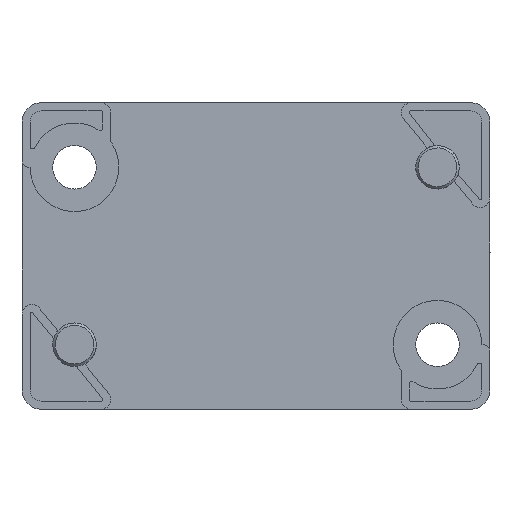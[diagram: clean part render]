
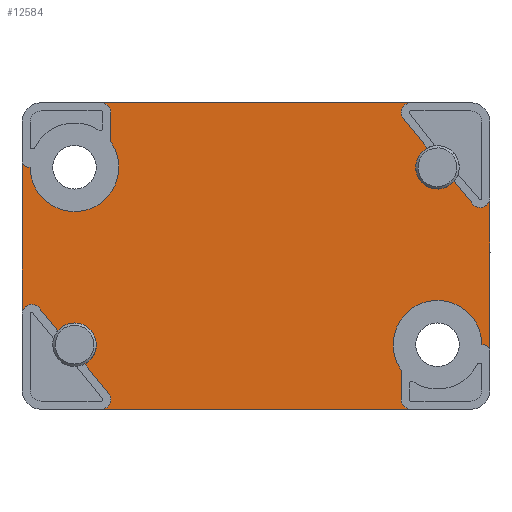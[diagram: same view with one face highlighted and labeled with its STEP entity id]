
A CAD part, front view. The second image highlights one B-rep face of the part: STEP entity #12584.
In plain terms, the highlighted planar face has unit normal (0, -1, 0).
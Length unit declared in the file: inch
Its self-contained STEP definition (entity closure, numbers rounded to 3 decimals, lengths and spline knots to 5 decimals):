
#249=PLANE('',#13467);
#670=LINE('',#17566,#1859);
#687=LINE('',#17715,#1876);
#688=LINE('',#17719,#1877);
#689=LINE('',#17723,#1878);
#690=LINE('',#17727,#1879);
#691=LINE('',#17731,#1880);
#692=LINE('',#17735,#1881);
#693=LINE('',#17740,#1882);
#694=LINE('',#17744,#1883);
#695=LINE('',#17748,#1884);
#696=LINE('',#17752,#1885);
#697=LINE('',#17756,#1886);
#1859=VECTOR('',#14418,0.3937);
#1876=VECTOR('',#14489,0.3937);
#1877=VECTOR('',#14492,0.3937);
#1878=VECTOR('',#14495,0.3937);
#1879=VECTOR('',#14498,0.3937);
#1880=VECTOR('',#14501,0.3937);
#1881=VECTOR('',#14504,0.3937);
#1882=VECTOR('',#14509,0.3937);
#1883=VECTOR('',#14512,0.3937);
#1884=VECTOR('',#14515,0.3937);
#1885=VECTOR('',#14518,0.3937);
#1886=VECTOR('',#14521,0.3937);
#3190=FACE_OUTER_BOUND('',#3924,.T.);
#3924=EDGE_LOOP('',(#8728,#8729,#8730,#8731,#8732,#8733,#8734,#8735,#8736,
#8737,#8738,#8739,#8740,#8741,#8742,#8743,#8744,#8745,#8746,#8747,#8748,
#8749,#8750,#8751));
#5107=CIRCLE('',#13468,0.06);
#5108=CIRCLE('',#13469,0.135);
#5109=CIRCLE('',#13470,0.06);
#5110=CIRCLE('',#13471,0.06);
#5111=CIRCLE('',#13472,0.275);
#5112=CIRCLE('',#13473,0.04);
#5113=CIRCLE('',#13474,0.06);
#5114=CIRCLE('',#13475,0.135);
#5115=CIRCLE('',#13476,0.06);
#5116=CIRCLE('',#13477,0.06);
#5117=CIRCLE('',#13478,0.275);
#5118=CIRCLE('',#13479,0.04);
#5427=VERTEX_POINT('',#17563);
#5428=VERTEX_POINT('',#17565);
#5451=VERTEX_POINT('',#17713);
#5452=VERTEX_POINT('',#17714);
#5453=VERTEX_POINT('',#17716);
#5454=VERTEX_POINT('',#17718);
#5455=VERTEX_POINT('',#17720);
#5456=VERTEX_POINT('',#17722);
#5457=VERTEX_POINT('',#17724);
#5458=VERTEX_POINT('',#17726);
#5459=VERTEX_POINT('',#17728);
#5460=VERTEX_POINT('',#17730);
#5461=VERTEX_POINT('',#17732);
#5462=VERTEX_POINT('',#17734);
#5463=VERTEX_POINT('',#17737);
#5464=VERTEX_POINT('',#17739);
#5465=VERTEX_POINT('',#17741);
#5466=VERTEX_POINT('',#17743);
#5467=VERTEX_POINT('',#17745);
#5468=VERTEX_POINT('',#17747);
#5469=VERTEX_POINT('',#17749);
#5470=VERTEX_POINT('',#17751);
#5471=VERTEX_POINT('',#17753);
#5472=VERTEX_POINT('',#17755);
#6704=EDGE_CURVE('',#5428,#5427,#670,.T.);
#6740=EDGE_CURVE('',#5451,#5452,#687,.T.);
#6741=EDGE_CURVE('',#5452,#5453,#5107,.T.);
#6742=EDGE_CURVE('',#5453,#5454,#688,.T.);
#6743=EDGE_CURVE('',#5454,#5455,#5108,.T.);
#6744=EDGE_CURVE('',#5455,#5456,#689,.T.);
#6745=EDGE_CURVE('',#5456,#5457,#5109,.T.);
#6746=EDGE_CURVE('',#5457,#5458,#690,.T.);
#6747=EDGE_CURVE('',#5458,#5459,#5110,.T.);
#6748=EDGE_CURVE('',#5459,#5460,#691,.T.);
#6749=EDGE_CURVE('',#5460,#5461,#5111,.T.);
#6750=EDGE_CURVE('',#5461,#5462,#692,.T.);
#6751=EDGE_CURVE('',#5462,#5428,#5112,.T.);
#6752=EDGE_CURVE('',#5427,#5463,#5113,.T.);
#6753=EDGE_CURVE('',#5463,#5464,#693,.T.);
#6754=EDGE_CURVE('',#5464,#5465,#5114,.T.);
#6755=EDGE_CURVE('',#5465,#5466,#694,.T.);
#6756=EDGE_CURVE('',#5466,#5467,#5115,.T.);
#6757=EDGE_CURVE('',#5467,#5468,#695,.T.);
#6758=EDGE_CURVE('',#5468,#5469,#5116,.T.);
#6759=EDGE_CURVE('',#5469,#5470,#696,.T.);
#6760=EDGE_CURVE('',#5470,#5471,#5117,.T.);
#6761=EDGE_CURVE('',#5471,#5472,#697,.T.);
#6762=EDGE_CURVE('',#5472,#5451,#5118,.T.);
#8728=ORIENTED_EDGE('',*,*,#6740,.T.);
#8729=ORIENTED_EDGE('',*,*,#6741,.T.);
#8730=ORIENTED_EDGE('',*,*,#6742,.T.);
#8731=ORIENTED_EDGE('',*,*,#6743,.T.);
#8732=ORIENTED_EDGE('',*,*,#6744,.T.);
#8733=ORIENTED_EDGE('',*,*,#6745,.T.);
#8734=ORIENTED_EDGE('',*,*,#6746,.T.);
#8735=ORIENTED_EDGE('',*,*,#6747,.T.);
#8736=ORIENTED_EDGE('',*,*,#6748,.T.);
#8737=ORIENTED_EDGE('',*,*,#6749,.T.);
#8738=ORIENTED_EDGE('',*,*,#6750,.T.);
#8739=ORIENTED_EDGE('',*,*,#6751,.T.);
#8740=ORIENTED_EDGE('',*,*,#6704,.T.);
#8741=ORIENTED_EDGE('',*,*,#6752,.T.);
#8742=ORIENTED_EDGE('',*,*,#6753,.T.);
#8743=ORIENTED_EDGE('',*,*,#6754,.T.);
#8744=ORIENTED_EDGE('',*,*,#6755,.T.);
#8745=ORIENTED_EDGE('',*,*,#6756,.T.);
#8746=ORIENTED_EDGE('',*,*,#6757,.T.);
#8747=ORIENTED_EDGE('',*,*,#6758,.T.);
#8748=ORIENTED_EDGE('',*,*,#6759,.T.);
#8749=ORIENTED_EDGE('',*,*,#6760,.T.);
#8750=ORIENTED_EDGE('',*,*,#6761,.T.);
#8751=ORIENTED_EDGE('',*,*,#6762,.T.);
#12584=ADVANCED_FACE('',(#3190),#249,.T.);
#13467=AXIS2_PLACEMENT_3D('',#17712,#14487,#14488);
#13468=AXIS2_PLACEMENT_3D('',#17717,#14490,#14491);
#13469=AXIS2_PLACEMENT_3D('',#17721,#14493,#14494);
#13470=AXIS2_PLACEMENT_3D('',#17725,#14496,#14497);
#13471=AXIS2_PLACEMENT_3D('',#17729,#14499,#14500);
#13472=AXIS2_PLACEMENT_3D('',#17733,#14502,#14503);
#13473=AXIS2_PLACEMENT_3D('',#17736,#14505,#14506);
#13474=AXIS2_PLACEMENT_3D('',#17738,#14507,#14508);
#13475=AXIS2_PLACEMENT_3D('',#17742,#14510,#14511);
#13476=AXIS2_PLACEMENT_3D('',#17746,#14513,#14514);
#13477=AXIS2_PLACEMENT_3D('',#17750,#14516,#14517);
#13478=AXIS2_PLACEMENT_3D('',#17754,#14519,#14520);
#13479=AXIS2_PLACEMENT_3D('',#17757,#14522,#14523);
#14418=DIRECTION('',(0.,0.,-1.));
#14487=DIRECTION('center_axis',(0.,-1.,0.));
#14488=DIRECTION('ref_axis',(0.,0.,-1.));
#14489=DIRECTION('',(0.,0.,1.));
#14490=DIRECTION('center_axis',(0.,1.,0.));
#14491=DIRECTION('ref_axis',(-0.777,0.,-0.63));
#14492=DIRECTION('',(-0.63,0.,0.777));
#14493=DIRECTION('center_axis',(0.,1.,0.));
#14494=DIRECTION('ref_axis',(-1.,0.,0.));
#14495=DIRECTION('',(-0.63,0.,0.777));
#14496=DIRECTION('center_axis',(0.,1.,0.));
#14497=DIRECTION('ref_axis',(0.,0.,1.));
#14498=DIRECTION('',(-1.,0.,0.));
#14499=DIRECTION('center_axis',(0.,1.,0.));
#14500=DIRECTION('ref_axis',(1.,0.,0.));
#14501=DIRECTION('',(0.,0.,-1.));
#14502=DIRECTION('center_axis',(0.,1.,0.));
#14503=DIRECTION('ref_axis',(1.,0.,0.));
#14504=DIRECTION('',(-1.,0.,0.));
#14505=DIRECTION('center_axis',(0.,1.,0.));
#14506=DIRECTION('ref_axis',(-1.,0.,0.));
#14507=DIRECTION('center_axis',(0.,1.,0.));
#14508=DIRECTION('ref_axis',(-0.777,0.,-0.63));
#14509=DIRECTION('',(0.63,0.,-0.777));
#14510=DIRECTION('center_axis',(0.,1.,0.));
#14511=DIRECTION('ref_axis',(1.,0.,0.));
#14512=DIRECTION('',(0.63,0.,-0.777));
#14513=DIRECTION('center_axis',(0.,1.,0.));
#14514=DIRECTION('ref_axis',(0.,0.,1.));
#14515=DIRECTION('',(1.,0.,0.));
#14516=DIRECTION('center_axis',(0.,1.,0.));
#14517=DIRECTION('ref_axis',(-1.,0.,0.));
#14518=DIRECTION('',(0.,0.,1.));
#14519=DIRECTION('center_axis',(0.,1.,0.));
#14520=DIRECTION('ref_axis',(1.,0.,0.));
#14521=DIRECTION('',(1.,0.,0.));
#14522=DIRECTION('center_axis',(0.,1.,0.));
#14523=DIRECTION('ref_axis',(1.,0.,0.));
#17563=CARTESIAN_POINT('',(-1.45,0.,-0.36));
#17565=CARTESIAN_POINT('',(-1.45,0.,0.59));
#17566=CARTESIAN_POINT('',(-1.45,0.,0.));
#17712=CARTESIAN_POINT('Origin',(1.45,0.,0.));
#17713=CARTESIAN_POINT('',(1.45,0.,-0.59));
#17714=CARTESIAN_POINT('',(1.45,0.,0.36));
#17715=CARTESIAN_POINT('',(1.45,0.,0.));
#17716=CARTESIAN_POINT('',(1.34341,0.,0.3222));
#17717=CARTESIAN_POINT('Origin',(1.39,0.,0.36));
#17718=CARTESIAN_POINT('',(1.22871,0.,0.46357));
#17719=CARTESIAN_POINT('',(1.44338,0.,0.19897));
#17720=CARTESIAN_POINT('',(1.0618,0.,0.66929));
#17721=CARTESIAN_POINT('Origin',(1.125,0.,0.55));
#17722=CARTESIAN_POINT('',(0.91341,0.,0.8522));
#17723=CARTESIAN_POINT('',(1.44338,0.,0.19897));
#17724=CARTESIAN_POINT('',(0.96,0.,0.95));
#17725=CARTESIAN_POINT('Origin',(0.96,0.,0.89));
#17726=CARTESIAN_POINT('',(-0.96,0.,0.95));
#17727=CARTESIAN_POINT('',(-1.45,0.,0.95));
#17728=CARTESIAN_POINT('',(-0.9,0.,0.89));
#17729=CARTESIAN_POINT('Origin',(-0.96,0.,0.89));
#17730=CARTESIAN_POINT('',(-0.9,0.,0.70811));
#17731=CARTESIAN_POINT('',(-0.9,0.,0.445));
#17732=CARTESIAN_POINT('',(-1.4,0.,0.55));
#17733=CARTESIAN_POINT('Origin',(-1.125,0.,0.55));
#17734=CARTESIAN_POINT('',(-1.41,0.,0.55));
#17735=CARTESIAN_POINT('',(0.025,0.,0.55));
#17736=CARTESIAN_POINT('Origin',(-1.41,0.,0.59));
#17737=CARTESIAN_POINT('',(-1.34341,0.,-0.3222));
#17738=CARTESIAN_POINT('Origin',(-1.39,0.,-0.36));
#17739=CARTESIAN_POINT('',(-1.22871,0.,-0.46357));
#17740=CARTESIAN_POINT('',(-0.8678,0.,-0.90841));
#17741=CARTESIAN_POINT('',(-1.0618,0.,-0.66929));
#17742=CARTESIAN_POINT('Origin',(-1.125,0.,-0.55));
#17743=CARTESIAN_POINT('',(-0.91341,0.,-0.8522));
#17744=CARTESIAN_POINT('',(-0.8678,0.,-0.90841));
#17745=CARTESIAN_POINT('',(-0.96,0.,-0.95));
#17746=CARTESIAN_POINT('Origin',(-0.96,0.,-0.89));
#17747=CARTESIAN_POINT('',(0.96,0.,-0.95));
#17748=CARTESIAN_POINT('',(-1.45,0.,-0.95));
#17749=CARTESIAN_POINT('',(0.9,0.,-0.89));
#17750=CARTESIAN_POINT('Origin',(0.96,0.,-0.89));
#17751=CARTESIAN_POINT('',(0.9,0.,-0.70811));
#17752=CARTESIAN_POINT('',(0.9,0.,-0.445));
#17753=CARTESIAN_POINT('',(1.4,0.,-0.55));
#17754=CARTESIAN_POINT('Origin',(1.125,0.,-0.55));
#17755=CARTESIAN_POINT('',(1.41,0.,-0.55));
#17756=CARTESIAN_POINT('',(1.425,0.,-0.55));
#17757=CARTESIAN_POINT('Origin',(1.41,0.,-0.59));
